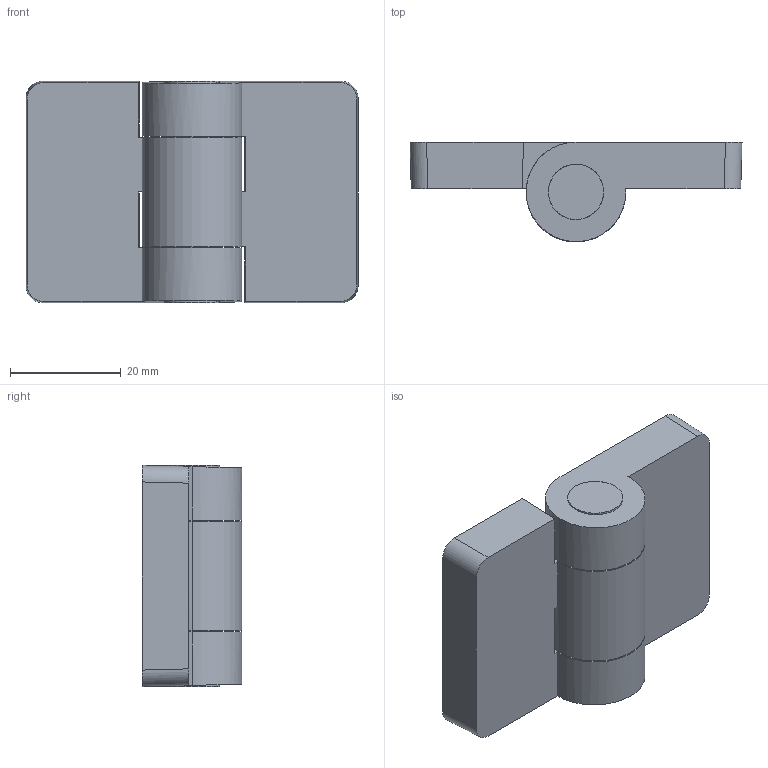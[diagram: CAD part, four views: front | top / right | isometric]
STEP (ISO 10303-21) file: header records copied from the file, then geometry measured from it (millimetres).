
FILE_DESCRIPTION(('STEP AP214'),'1');
FILE_NAME('cctmp_9BB0B682-4BC2-417D-A285-36A66CC14737_2020_1_20_10_19_54_532..stp','2020-01-20T09:19:54',('Bosch Rexroth AG'),('CADClick - www.CADClick.com'),'Spatial InterOp 3D',' ','unknown authorization - (Healing Option Enabled)');
FILE_SCHEMA(('AUTOMOTIVE_DESIGN'));
Length unit declared in the file: millimetre
Products named in the file (1): 2020_01_20__10-19-54-532
Bounding box: 60 x 18 x 40 mm (x, y, z)
Volume: 24402.2 mm3; surface area: 8360.4 mm2
Topology: 1 solids, 1 shells, 43 faces, 114 edges, 75 vertices
Faces by surface type: plane 22, cylinder 21
Entity records: 1716 total; most frequent: DIRECTION 246, CARTESIAN_POINT 233, ORIENTED_EDGE 228, EDGE_CURVE 114, AXIS2_PLACEMENT_3D 88, VERTEX_POINT 75, LINE 70, VECTOR 70
